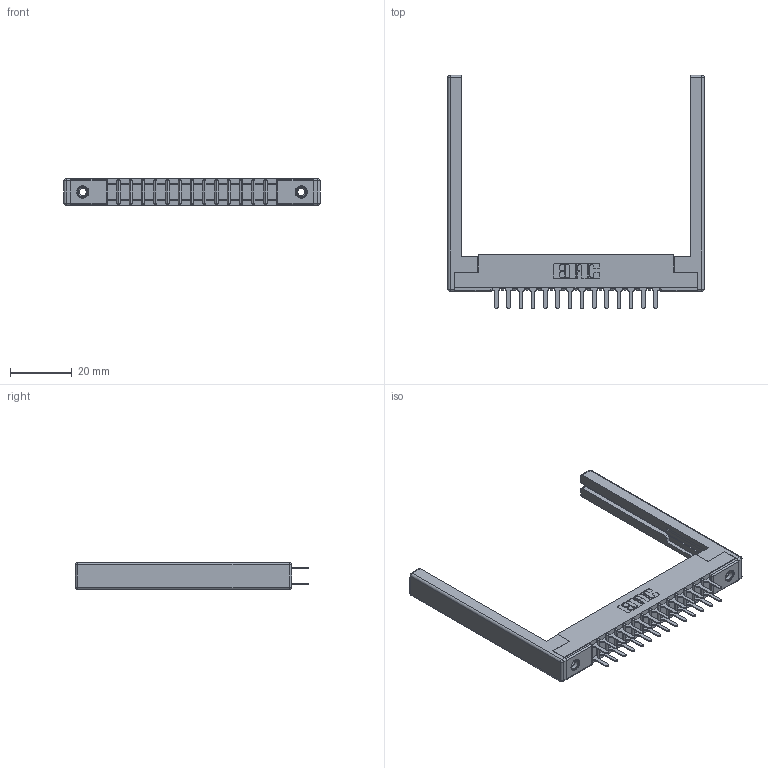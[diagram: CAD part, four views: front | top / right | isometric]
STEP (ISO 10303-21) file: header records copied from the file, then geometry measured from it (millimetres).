
FILE_DESCRIPTION (( 'STEP AP203' ), '1' );
FILE_NAME ('357-028-420-268.STEP', '2020-10-03T03:42:54', ( '' ), ( '' ), 'SwSTEP 2.0', 'SolidWorks 2020', '' );
FILE_SCHEMA (( 'CONFIG_CONTROL_DESIGN' ));
Length unit declared in the file: inch
Products named in the file (5): 357-028-420-268; 307-220-068; 307-290-001_520; 345-250-001_345-250-001-102; 307 Part_.156 Dia Mounting Holes
Assembly tree (33 placements, depth 2):
  357-028-420-268
    307 Part_.156 Dia Mounting Holes
    307-290-001_520  x28
    307-220-068  x2
    345-250-001_345-250-001-102  x2
Bounding box: 82.91 x 75.39 x 8.71 mm (x, y, z)
Volume: 10005.8 mm3; surface area: 13319.6 mm2
Topology: 33 solids, 33 shells, 1575 faces, 4353 edges, 2802 vertices
Faces by surface type: plane 1026, cylinder 495, sphere 38, cone 12, torus 4
Entity records: 18629 total; most frequent: CARTESIAN_POINT 3031, DIRECTION 2996, ORIENTED_EDGE 2992, EDGE_CURVE 1496, VECTOR 1134, LINE 1134, VERTEX_POINT 966, AXIS2_PLACEMENT_3D 931
